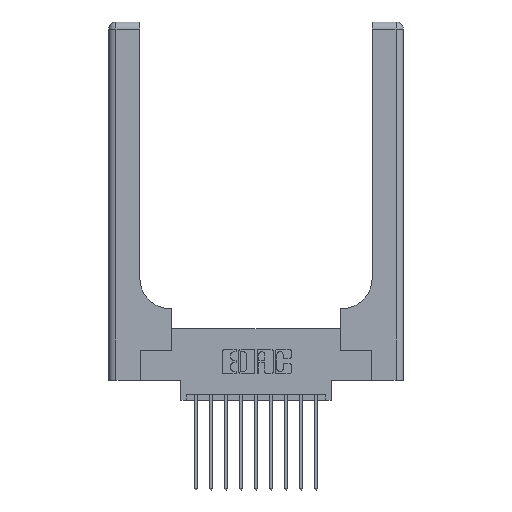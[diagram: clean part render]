
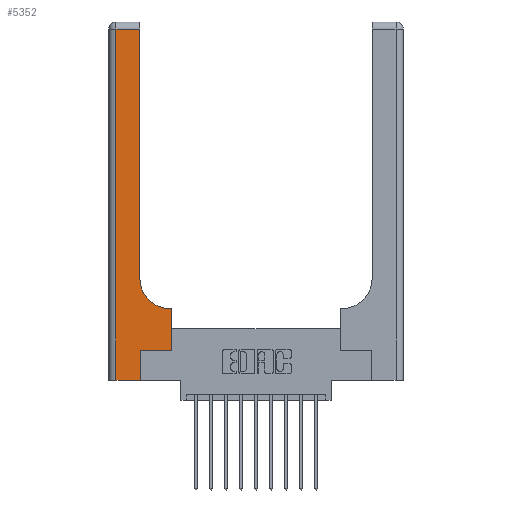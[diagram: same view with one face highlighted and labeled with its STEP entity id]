
A CAD part, top view. The second image highlights one B-rep face of the part: STEP entity #5352.
In plain terms, the highlighted planar face has unit normal (0, 0, 1).
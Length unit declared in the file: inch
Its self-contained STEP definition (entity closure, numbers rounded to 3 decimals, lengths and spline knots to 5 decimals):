
#431 = LINE ( 'NONE', #9230, #7227 ) ;
#432 = ORIENTED_EDGE ( 'NONE', *, *, #12624, .T. ) ;
#479 = CARTESIAN_POINT ( 'NONE',  ( 0.26, 3., 0.37 ) ) ;
#672 = DIRECTION ( 'NONE',  ( 1., 0., 0. ) ) ;
#784 = EDGE_CURVE ( 'NONE', #11521, #4258, #12907, .T. ) ;
#871 = ORIENTED_EDGE ( 'NONE', *, *, #13469, .T. ) ;
#1130 = VERTEX_POINT ( 'NONE', #11580 ) ;
#1338 = DIRECTION ( 'NONE',  ( -1., 0., 0. ) ) ;
#1360 = LINE ( 'NONE', #2741, #11633 ) ;
#1809 = CARTESIAN_POINT ( 'NONE',  ( 0.265, 0., 0.37 ) ) ;
#2243 = CARTESIAN_POINT ( 'NONE',  ( 0.26, 0.85, 0.37 ) ) ;
#2283 = ORIENTED_EDGE ( 'NONE', *, *, #11024, .T. ) ;
#2424 = LINE ( 'NONE', #13671, #3070 ) ;
#2613 = CARTESIAN_POINT ( 'NONE',  ( 0.06, 0., 0.37 ) ) ;
#2631 = DIRECTION ( 'NONE',  ( 0., 1., 0. ) ) ;
#2695 = CARTESIAN_POINT ( 'NONE',  ( 0.26, 0.6, 0.37 ) ) ;
#2702 = LINE ( 'NONE', #13794, #14002 ) ;
#2741 = CARTESIAN_POINT ( 'NONE',  ( 0.06, 3., 0.37 ) ) ;
#3070 = VECTOR ( 'NONE', #5030, 39.37008 ) ;
#3476 = CARTESIAN_POINT ( 'NONE',  ( 0.265, 0.25, 0.37 ) ) ;
#3698 = DIRECTION ( 'NONE',  ( 0., 0., -1. ) ) ;
#3839 = DIRECTION ( 'NONE',  ( 1., 0., 0. ) ) ;
#4258 = VERTEX_POINT ( 'NONE', #1809 ) ;
#4425 = CARTESIAN_POINT ( 'NONE',  ( 0., 0., 0.37 ) ) ;
#4624 = LINE ( 'NONE', #3476, #7990 ) ;
#4792 = ORIENTED_EDGE ( 'NONE', *, *, #14885, .T. ) ;
#5030 = DIRECTION ( 'NONE',  ( -1., 0., 0. ) ) ;
#5150 = CARTESIAN_POINT ( 'NONE',  ( 0., 3., 0.37 ) ) ;
#5352 = ADVANCED_FACE ( 'NONE', ( #10117 ), #12506, .F. ) ;
#5602 = DIRECTION ( 'NONE',  ( 0., 1., 0. ) ) ;
#5926 = CARTESIAN_POINT ( 'NONE',  ( 0.51, 0.6, 0.37 ) ) ;
#7227 = VECTOR ( 'NONE', #9161, 39.37008 ) ;
#7438 = VERTEX_POINT ( 'NONE', #12766 ) ;
#7671 = ORIENTED_EDGE ( 'NONE', *, *, #8125, .T. ) ;
#7717 = DIRECTION ( 'NONE',  ( 0., -1., 0. ) ) ;
#7990 = VECTOR ( 'NONE', #9744, 39.37008 ) ;
#8014 = CIRCLE ( 'NONE', #10882, 0.25 ) ;
#8064 = ORIENTED_EDGE ( 'NONE', *, *, #10843, .T. ) ;
#8125 = EDGE_CURVE ( 'NONE', #7438, #14856, #10179, .T. ) ;
#8240 = ORIENTED_EDGE ( 'NONE', *, *, #14954, .T. ) ;
#8773 = VERTEX_POINT ( 'NONE', #9228 ) ;
#9161 = DIRECTION ( 'NONE',  ( 0., 1., 0. ) ) ;
#9228 = CARTESIAN_POINT ( 'NONE',  ( 0.26, 2.94, 0.37 ) ) ;
#9230 = CARTESIAN_POINT ( 'NONE',  ( 0.265, 0., 0.37 ) ) ;
#9643 = CARTESIAN_POINT ( 'NONE',  ( 0.06, 2.94, 0.37 ) ) ;
#9744 = DIRECTION ( 'NONE',  ( 1., 0., 0. ) ) ;
#10101 = ORIENTED_EDGE ( 'NONE', *, *, #11830, .T. ) ;
#10117 = FACE_OUTER_BOUND ( 'NONE', #12066, .T. ) ;
#10179 = LINE ( 'NONE', #2695, #11328 ) ;
#10726 = AXIS2_PLACEMENT_3D ( 'NONE', #5150, #3698, #1338 ) ;
#10775 = CARTESIAN_POINT ( 'NONE',  ( 0.265, 0.25, 0.37 ) ) ;
#10843 = EDGE_CURVE ( 'NONE', #4258, #10994, #431, .T. ) ;
#10882 = AXIS2_PLACEMENT_3D ( 'NONE', #14921, #13791, #3839 ) ;
#10912 = VECTOR ( 'NONE', #672, 39.37008 ) ;
#10994 = VERTEX_POINT ( 'NONE', #10775 ) ;
#11024 = EDGE_CURVE ( 'NONE', #1130, #7438, #2702, .T. ) ;
#11328 = VECTOR ( 'NONE', #15306, 39.37008 ) ;
#11521 = VERTEX_POINT ( 'NONE', #2613 ) ;
#11580 = CARTESIAN_POINT ( 'NONE',  ( 0.528, 0.25, 0.37 ) ) ;
#11633 = VECTOR ( 'NONE', #7717, 39.37008 ) ;
#11830 = EDGE_CURVE ( 'NONE', #8773, #15748, #2424, .T. ) ;
#12066 = EDGE_LOOP ( 'NONE', ( #432, #10101, #8240, #14478, #8064, #4792, #2283, #7671, #871 ) ) ;
#12506 = PLANE ( 'NONE',  #10726 ) ;
#12624 = EDGE_CURVE ( 'NONE', #15245, #8773, #14094, .T. ) ;
#12766 = CARTESIAN_POINT ( 'NONE',  ( 0.528, 0.6, 0.37 ) ) ;
#12907 = LINE ( 'NONE', #4425, #10912 ) ;
#13469 = EDGE_CURVE ( 'NONE', #14856, #15245, #8014, .T. ) ;
#13671 = CARTESIAN_POINT ( 'NONE',  ( 0., 2.94, 0.37 ) ) ;
#13791 = DIRECTION ( 'NONE',  ( 0., 0., -1. ) ) ;
#13794 = CARTESIAN_POINT ( 'NONE',  ( 0.528, 0.25, 0.37 ) ) ;
#14002 = VECTOR ( 'NONE', #2631, 39.37008 ) ;
#14094 = LINE ( 'NONE', #479, #14168 ) ;
#14168 = VECTOR ( 'NONE', #5602, 39.37008 ) ;
#14478 = ORIENTED_EDGE ( 'NONE', *, *, #784, .T. ) ;
#14856 = VERTEX_POINT ( 'NONE', #5926 ) ;
#14885 = EDGE_CURVE ( 'NONE', #10994, #1130, #4624, .T. ) ;
#14921 = CARTESIAN_POINT ( 'NONE',  ( 0.51, 0.85, 0.37 ) ) ;
#14954 = EDGE_CURVE ( 'NONE', #15748, #11521, #1360, .T. ) ;
#15245 = VERTEX_POINT ( 'NONE', #2243 ) ;
#15306 = DIRECTION ( 'NONE',  ( -1., 0., 0. ) ) ;
#15748 = VERTEX_POINT ( 'NONE', #9643 ) ;
